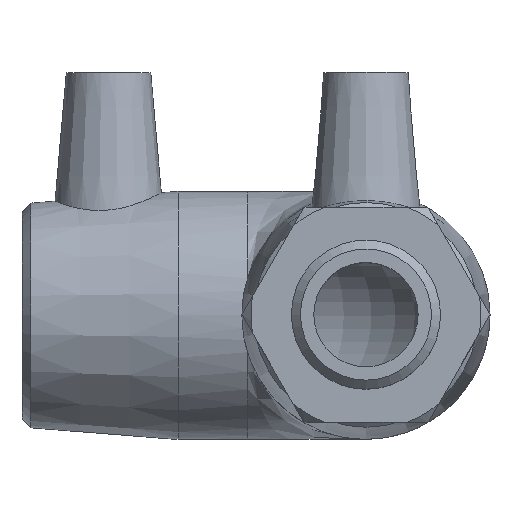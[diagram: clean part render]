
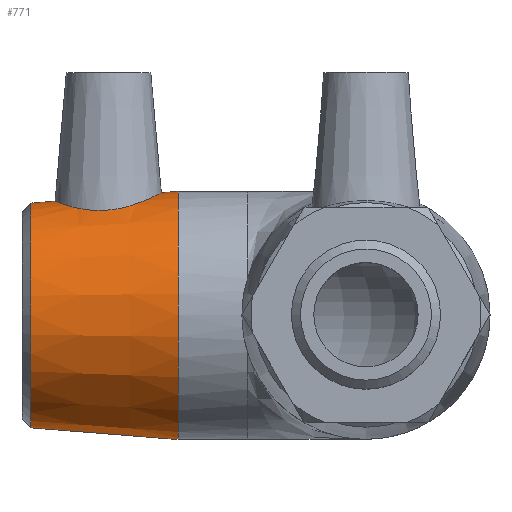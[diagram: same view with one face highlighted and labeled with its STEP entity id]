
A CAD part, top view. The second image highlights one B-rep face of the part: STEP entity #771.
In plain terms, the highlighted conical face has half-angle 4.546 degrees and reference radius 20.9 mm.
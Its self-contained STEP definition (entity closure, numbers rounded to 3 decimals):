
#17=B_SPLINE_CURVE_WITH_KNOTS('',3,(#1342,#1343,#1344,#1345,#1346,#1347,
#1348,#1349,#1350,#1351,#1352,#1353,#1354,#1355,#1356,#1357,#1358,#1359,
#1360,#1361,#1362,#1363,#1364,#1365,#1366,#1367,#1368,#1369,#1370,#1371,
#1372,#1373,#1374,#1375),.UNSPECIFIED.,.T.,.F.,(4,2,2,2,2,2,2,2,2,2,2,2,
2,2,2,2,4),(0.,0.353,0.705,1.061,1.416,
1.771,2.126,2.479,2.832,3.214,
3.597,3.968,4.34,4.712,5.083,
5.466,5.848),.UNSPECIFIED.);
#123=FACE_BOUND('',#248,.T.);
#124=FACE_BOUND('',#249,.T.);
#180=FACE_OUTER_BOUND('',#247,.T.);
#247=EDGE_LOOP('',(#642));
#248=EDGE_LOOP('',(#643));
#249=EDGE_LOOP('',(#644));
#333=CIRCLE('',#854,19.927);
#334=CIRCLE('',#856,22.);
#407=VERTEX_POINT('',#1336);
#408=VERTEX_POINT('',#1339);
#409=VERTEX_POINT('',#1341);
#501=EDGE_CURVE('',#407,#407,#333,.T.);
#502=EDGE_CURVE('',#408,#408,#334,.T.);
#503=EDGE_CURVE('',#409,#409,#17,.T.);
#642=ORIENTED_EDGE('',*,*,#502,.F.);
#643=ORIENTED_EDGE('',*,*,#503,.T.);
#644=ORIENTED_EDGE('',*,*,#501,.F.);
#738=CONICAL_SURFACE('',#855,20.9,4.546);
#771=ADVANCED_FACE('',(#180,#123,#124),#738,.T.);
#854=AXIS2_PLACEMENT_3D('',#1337,#1028,#1029);
#855=AXIS2_PLACEMENT_3D('',#1338,#1030,#1031);
#856=AXIS2_PLACEMENT_3D('',#1340,#1032,#1033);
#1028=DIRECTION('center_axis',(-1.,0.,0.));
#1029=DIRECTION('ref_axis',(0.,-1.,0.));
#1030=DIRECTION('center_axis',(1.,0.,0.));
#1031=DIRECTION('ref_axis',(0.,1.,0.));
#1032=DIRECTION('center_axis',(1.,0.,0.));
#1033=DIRECTION('ref_axis',(0.,0.,-1.));
#1336=CARTESIAN_POINT('',(-59.405,19.927,0.));
#1337=CARTESIAN_POINT('Origin',(-59.405,0.,0.));
#1338=CARTESIAN_POINT('Origin',(-47.167,0.,
0.));
#1339=CARTESIAN_POINT('',(-33.333,22.,0.));
#1340=CARTESIAN_POINT('Origin',(-33.333,0.,
0.));
#1341=CARTESIAN_POINT('',(-46.06,18.653,9.621));
#1342=CARTESIAN_POINT('Ctrl Pts',(-46.06,18.653,9.621));
#1343=CARTESIAN_POINT('Ctrl Pts',(-47.232,18.57,9.579));
#1344=CARTESIAN_POINT('Ctrl Pts',(-48.468,18.611,9.295));
#1345=CARTESIAN_POINT('Ctrl Pts',(-50.711,18.899,8.26));
#1346=CARTESIAN_POINT('Ctrl Pts',(-51.72,19.135,7.511));
#1347=CARTESIAN_POINT('Ctrl Pts',(-53.307,19.583,5.822));
#1348=CARTESIAN_POINT('Ctrl Pts',(-53.996,19.827,4.762));
#1349=CARTESIAN_POINT('Ctrl Pts',(-54.912,20.17,2.443));
#1350=CARTESIAN_POINT('Ctrl Pts',(-55.139,20.266,1.184));
#1351=CARTESIAN_POINT('Ctrl Pts',(-55.139,20.266,-1.184));
#1352=CARTESIAN_POINT('Ctrl Pts',(-54.912,20.17,-2.443));
#1353=CARTESIAN_POINT('Ctrl Pts',(-53.996,19.827,-4.762));
#1354=CARTESIAN_POINT('Ctrl Pts',(-53.307,19.583,-5.822));
#1355=CARTESIAN_POINT('Ctrl Pts',(-51.72,19.135,-7.511));
#1356=CARTESIAN_POINT('Ctrl Pts',(-50.711,18.899,-8.26));
#1357=CARTESIAN_POINT('Ctrl Pts',(-48.468,18.611,-9.295));
#1358=CARTESIAN_POINT('Ctrl Pts',(-47.232,18.57,-9.579));
#1359=CARTESIAN_POINT('Ctrl Pts',(-44.79,18.743,-9.668));
#1360=CARTESIAN_POINT('Ctrl Pts',(-43.46,18.986,-9.438));
#1361=CARTESIAN_POINT('Ctrl Pts',(-41.044,19.652,-8.459));
#1362=CARTESIAN_POINT('Ctrl Pts',(-39.955,20.064,-7.709));
#1363=CARTESIAN_POINT('Ctrl Pts',(-38.259,20.779,-5.997));
#1364=CARTESIAN_POINT('Ctrl Pts',(-37.525,21.135,-4.924));
#1365=CARTESIAN_POINT('Ctrl Pts',(-36.541,21.629,-2.546));
#1366=CARTESIAN_POINT('Ctrl Pts',(-36.292,21.765,-1.239));
#1367=CARTESIAN_POINT('Ctrl Pts',(-36.292,21.765,1.239));
#1368=CARTESIAN_POINT('Ctrl Pts',(-36.541,21.629,2.546));
#1369=CARTESIAN_POINT('Ctrl Pts',(-37.525,21.135,4.924));
#1370=CARTESIAN_POINT('Ctrl Pts',(-38.259,20.779,5.997));
#1371=CARTESIAN_POINT('Ctrl Pts',(-39.955,20.064,7.709));
#1372=CARTESIAN_POINT('Ctrl Pts',(-41.044,19.652,8.459));
#1373=CARTESIAN_POINT('Ctrl Pts',(-43.46,18.986,9.438));
#1374=CARTESIAN_POINT('Ctrl Pts',(-44.79,18.743,9.668));
#1375=CARTESIAN_POINT('Ctrl Pts',(-46.06,18.653,9.621));
